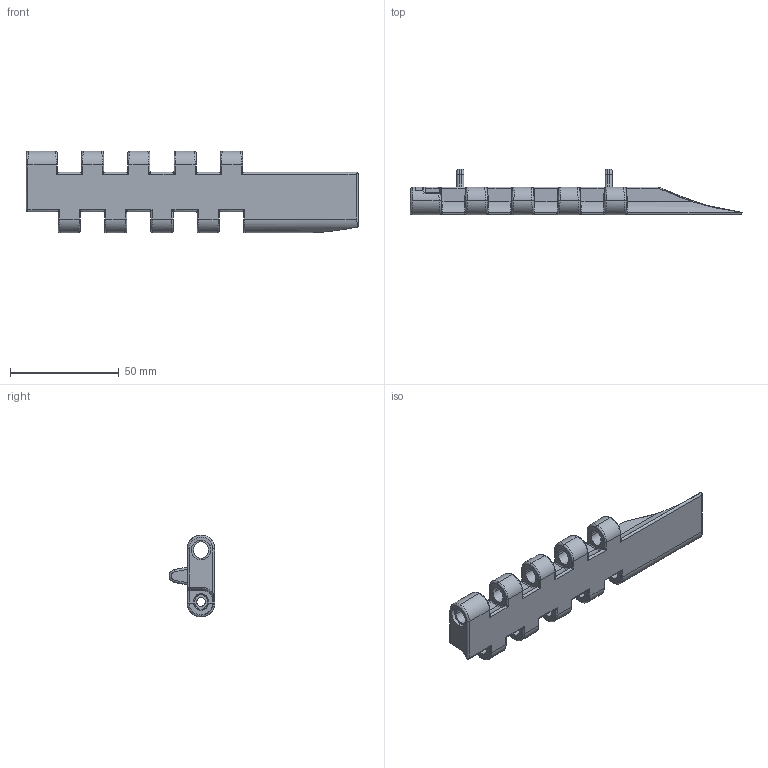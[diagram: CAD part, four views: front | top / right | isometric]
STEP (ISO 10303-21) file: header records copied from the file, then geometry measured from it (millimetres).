
FILE_DESCRIPTION (( 'STEP AP214' ), '1' );
FILE_NAME ('LF9255MC.0134TLP1.STEP', '2021-03-12T08:30:31', ( '' ), ( '' ), 'SwSTEP 2.0', 'SolidWorks 2019', '' );
FILE_SCHEMA (( 'AUTOMOTIVE_DESIGN' ));
Length unit declared in the file: millimetre
Products named in the file (1): LF9255MC.0134TLP1
Bounding box: 152.32 x 21 x 37.5 mm (x, y, z)
Volume: 29119.6 mm3; surface area: 17059.8 mm2
Topology: 1 solids, 2 shells, 858 faces, 2150 edges, 1214 vertices
Faces by surface type: bspline 343, cylinder 314, plane 151, torus 41, sphere 6, cone 3
Entity records: 37784 total; most frequent: CARTESIAN_POINT 21229, ORIENTED_EDGE 4156, DIRECTION 2625, EDGE_CURVE 2078, VERTEX_POINT 1214, AXIS2_PLACEMENT_3D 1001, EDGE_LOOP 868, ADVANCED_FACE 858
